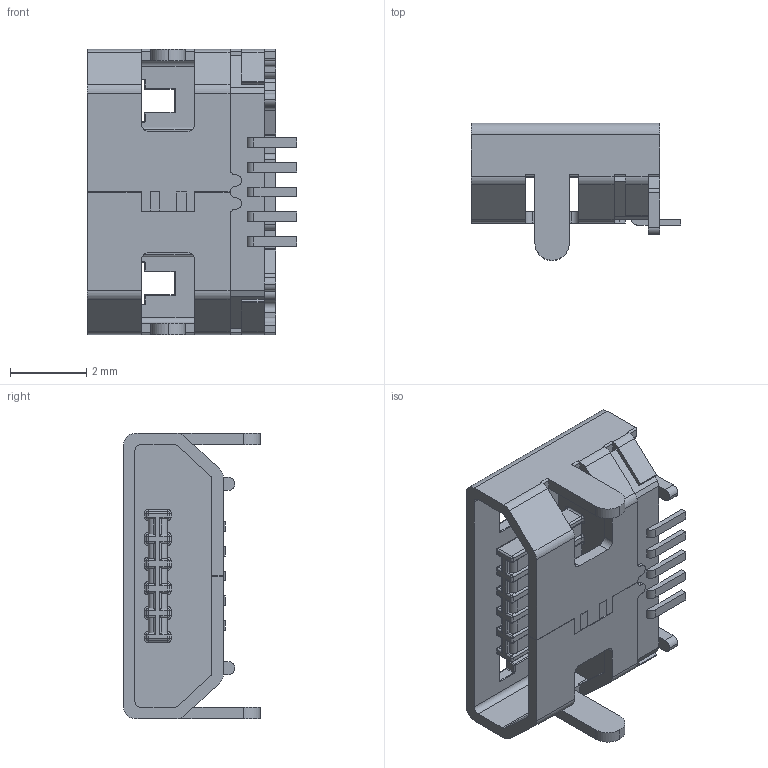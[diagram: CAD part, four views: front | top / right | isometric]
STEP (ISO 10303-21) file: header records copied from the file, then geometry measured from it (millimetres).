
FILE_DESCRIPTION (( 'STEP AP214' ), '1' );
FILE_NAME ('User Library-Micro_USB-1.STEP', '2020-03-03T02:00:14', ( '' ), ( '' ), 'SwSTEP 2.0', 'SolidWorks 2019', '' );
FILE_SCHEMA (( 'AUTOMOTIVE_DESIGN' ));
Length unit declared in the file: millimetre
Products named in the file (1): User Library-Micro_USB-1
Bounding box: 5.5 x 3.6 x 7.5 mm (x, y, z)
Volume: 49.4 mm3; surface area: 224.9 mm2
Topology: 7 solids, 7 shells, 654 faces, 1656 edges, 971 vertices
Faces by surface type: cylinder 279, plane 269, torus 64, sphere 42
Entity records: 22893 total; most frequent: CARTESIAN_POINT 3492, DIRECTION 3458, ORIENTED_EDGE 3228, EDGE_CURVE 1614, AXIS2_PLACEMENT_3D 1229, VECTOR 1000, LINE 1000, VERTEX_POINT 971
